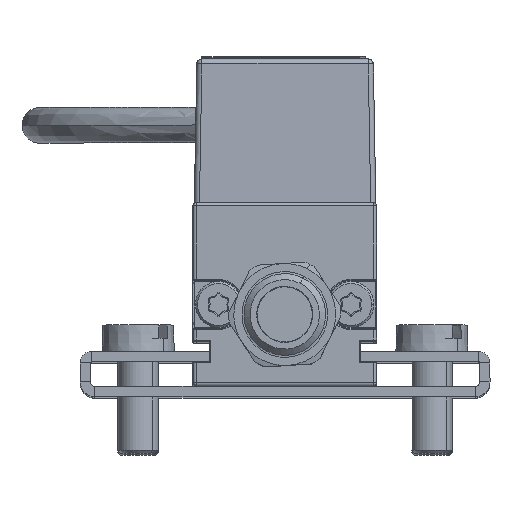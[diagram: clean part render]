
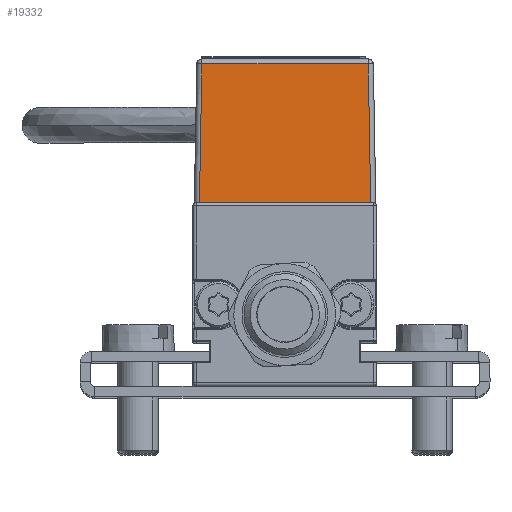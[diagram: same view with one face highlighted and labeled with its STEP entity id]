
A CAD part, top view. The second image highlights one B-rep face of the part: STEP entity #19332.
In plain terms, the highlighted planar face has unit normal (0, 0.018, 1).
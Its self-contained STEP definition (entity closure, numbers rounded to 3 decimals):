
#126 = EDGE_CURVE ( 'NONE', #15159, #18412, #8098, .T. ) ;
#203 = ORIENTED_EDGE ( 'NONE', *, *, #16734, .T. ) ;
#204 = CARTESIAN_POINT ( 'NONE',  ( -8.366, 17.991, 133.009 ) ) ;
#488 = LINE ( 'NONE', #204, #20604 ) ;
#794 = CARTESIAN_POINT ( 'NONE',  ( -8.868, 31.583, 132.771 ) ) ;
#823 = DIRECTION ( 'NONE',  ( -1., 0., 0. ) ) ;
#1357 = CARTESIAN_POINT ( 'NONE',  ( -8.868, 18., 133.009 ) ) ;
#1657 = LINE ( 'NONE', #8268, #15960 ) ;
#2844 = CARTESIAN_POINT ( 'NONE',  ( -8.868, 18., 133.009 ) ) ;
#3859 = ORIENTED_EDGE ( 'NONE', *, *, #22612, .T. ) ;
#4074 = PLANE ( 'NONE',  #6596 ) ;
#4817 = DIRECTION ( 'NONE',  ( 0., -1., 0.017 ) ) ;
#6596 = AXIS2_PLACEMENT_3D ( 'NONE', #2844, #16399, #4817 ) ;
#7615 = ORIENTED_EDGE ( 'NONE', *, *, #126, .T. ) ;
#8098 = LINE ( 'NONE', #794, #12613 ) ;
#8268 = CARTESIAN_POINT ( 'NONE',  ( 8.421, 18.302, 133.003 ) ) ;
#8607 = CARTESIAN_POINT ( 'NONE',  ( 8.189, 31.583, 132.771 ) ) ;
#9855 = LINE ( 'NONE', #1357, #20138 ) ;
#11917 = DIRECTION ( 'NONE',  ( -0.017, -1., 0.017 ) ) ;
#12609 = FACE_OUTER_BOUND ( 'NONE', #13195, .T. ) ;
#12613 = VECTOR ( 'NONE', #823, 1000. ) ;
#12748 = CARTESIAN_POINT ( 'NONE',  ( -8.129, 31.583, 132.771 ) ) ;
#12907 = ORIENTED_EDGE ( 'NONE', *, *, #21988, .T. ) ;
#13195 = EDGE_LOOP ( 'NONE', ( #203, #7615, #3859, #12907 ) ) ;
#14903 = DIRECTION ( 'NONE',  ( 1., 0., 0. ) ) ;
#15159 = VERTEX_POINT ( 'NONE', #8607 ) ;
#15960 = VECTOR ( 'NONE', #17898, 1000. ) ;
#16399 = DIRECTION ( 'NONE',  ( 0., 0.017, 1. ) ) ;
#16734 = EDGE_CURVE ( 'NONE', #20966, #15159, #1657, .T. ) ;
#17898 = DIRECTION ( 'NONE',  ( -0.017, 1., -0.017 ) ) ;
#18412 = VERTEX_POINT ( 'NONE', #12748 ) ;
#18736 = VERTEX_POINT ( 'NONE', #23663 ) ;
#19332 = ADVANCED_FACE ( 'NONE', ( #12609 ), #4074, .T. ) ;
#20138 = VECTOR ( 'NONE', #14903, 1000. ) ;
#20604 = VECTOR ( 'NONE', #11917, 1000. ) ;
#20966 = VERTEX_POINT ( 'NONE', #24448 ) ;
#21988 = EDGE_CURVE ( 'NONE', #18736, #20966, #9855, .T. ) ;
#22612 = EDGE_CURVE ( 'NONE', #18412, #18736, #488, .T. ) ;
#23663 = CARTESIAN_POINT ( 'NONE',  ( -8.366, 18., 133.009 ) ) ;
#24448 = CARTESIAN_POINT ( 'NONE',  ( 8.426, 18., 133.009 ) ) ;
